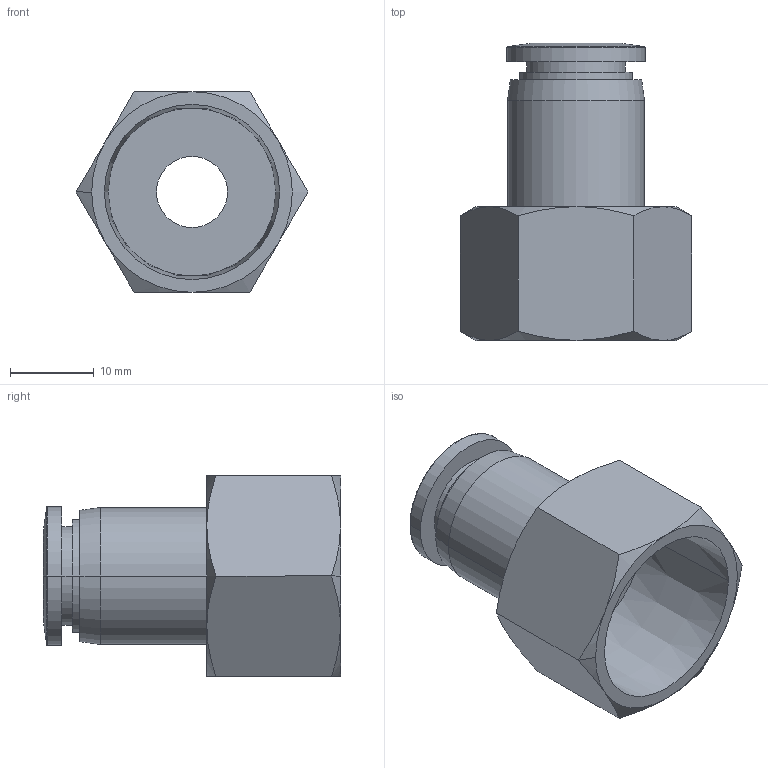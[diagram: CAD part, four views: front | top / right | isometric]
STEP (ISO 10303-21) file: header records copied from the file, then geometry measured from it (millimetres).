
FILE_DESCRIPTION (( 'STEP AP214' ), '1' );
FILE_NAME ('FS10M-12R.step', '2016-02-24T20:33:54', ( '' ), ( '' ), 'SwSTEP 2.0', 'SolidWorks 2015', '' );
FILE_SCHEMA (( 'AUTOMOTIVE_DESIGN' ));
Length unit declared in the file: inch
Products named in the file (1): FS10M-12R
Bounding box: 27.71 x 35.55 x 24 mm (x, y, z)
Volume: 5481.7 mm3; surface area: 4880.5 mm2
Topology: 1 solids, 1 shells, 50 faces, 108 edges, 66 vertices
Faces by surface type: cone 20, plane 14, cylinder 12, bspline 2, torus 2
Entity records: 2154 total; most frequent: CARTESIAN_POINT 375, DIRECTION 240, ORIENTED_EDGE 216, EDGE_CURVE 108, AXIS2_PLACEMENT_3D 107, VERTEX_POINT 66, CIRCLE 58, EDGE_LOOP 58
